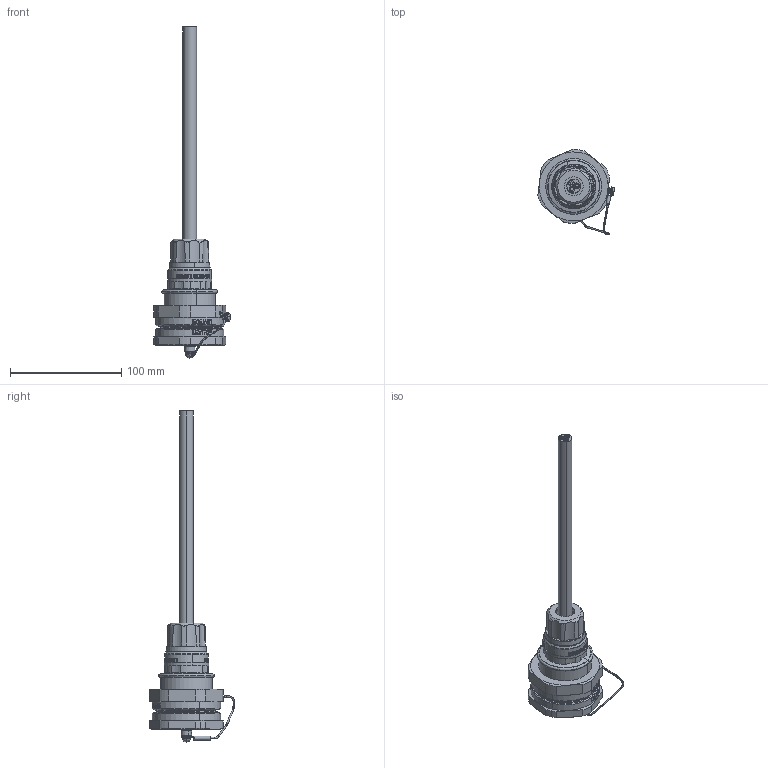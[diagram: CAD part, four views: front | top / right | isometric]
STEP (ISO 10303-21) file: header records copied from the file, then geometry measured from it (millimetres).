
FILE_DESCRIPTION (( 'STEP AP214' ), '1' );
FILE_NAME ('ORC4723-M01.STEP', '2024-05-14T14:04:29', ( '' ), ( '' ), 'SwSTEP 2.0', 'SolidWorks 2020', '' );
FILE_SCHEMA (( 'AUTOMOTIVE_DESIGN' ));
Length unit declared in the file: inch
Products named in the file (1): ORC4723-M01
Bounding box: 68.68 x 76.41 x 297.99 mm (x, y, z)
Surface area: 51853.2 mm2 (no closed solid volume)
Topology: 0 solids, 41 shells, 718 faces, 2643 edges, 1915 vertices
Faces by surface type: plane 251, cylinder 217, bspline 161, cone 67, torus 20, sphere 2
Entity records: 59867 total; most frequent: CARTESIAN_POINT 30758, ORIENTED_EDGE 4023, DIRECTION 3391, EDGE_CURVE 2643, VERTEX_POINT 1915, AXIS2_PLACEMENT_3D 1206, LINE 979, VECTOR 979
